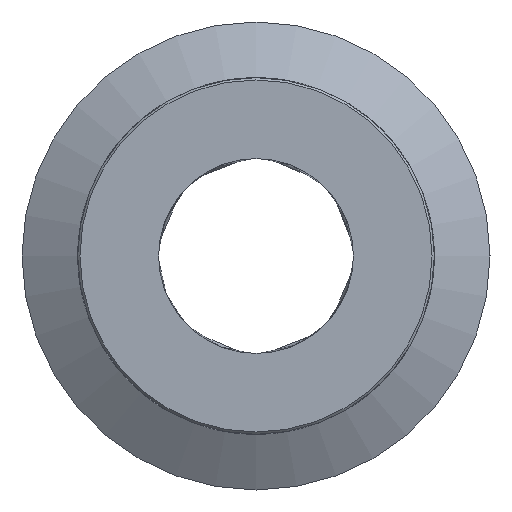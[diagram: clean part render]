
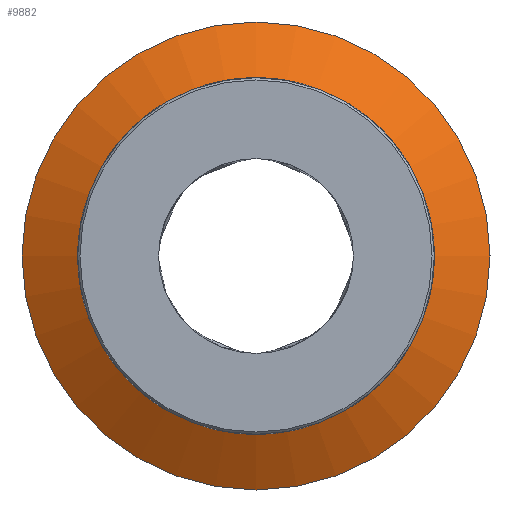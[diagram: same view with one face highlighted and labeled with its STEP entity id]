
A CAD part, left-side view. The second image highlights one B-rep face of the part: STEP entity #9882.
In plain terms, the highlighted conical face has half-angle 60 degrees and reference radius 11.748 mm.
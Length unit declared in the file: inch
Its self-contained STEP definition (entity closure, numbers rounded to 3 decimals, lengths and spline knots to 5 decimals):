
#8053=CARTESIAN_POINT('',(0.9,0.4,0.0));
#8054=VERTEX_POINT('',#8053);
#8055=CARTESIAN_POINT('',(0.9,0.0,0.0));
#8056=DIRECTION('',(1.0,0.0,0.0));
#8057=DIRECTION('',(0.0,1.0,0.0));
#8058=AXIS2_PLACEMENT_3D('',#8055,#8056,#8057);
#8059=CIRCLE('',#8058,0.4);
#8060=EDGE_CURVE('',#8054,#8054,#8059,.T.);
#9863=CARTESIAN_POINT('',(0.93608,0.0,0.0));
#9864=DIRECTION('',(1.0,0.0,0.0));
#9865=DIRECTION('',(0.0,1.0,0.0));
#9866=AXIS2_PLACEMENT_3D('',#9863,#9864,#9865);
#9867=CONICAL_SURFACE('',#9866,0.4625,60.);
#9868=CARTESIAN_POINT('',(0.97217,0.525,0.0));
#9869=VERTEX_POINT('',#9868);
#9870=CARTESIAN_POINT('',(0.97217,0.0,0.0));
#9871=DIRECTION('',(1.0,0.0,0.0));
#9872=DIRECTION('',(0.0,1.0,0.0));
#9873=AXIS2_PLACEMENT_3D('',#9870,#9871,#9872);
#9874=CIRCLE('',#9873,0.525);
#9875=EDGE_CURVE('',#9869,#9869,#9874,.T.);
#9876=ORIENTED_EDGE('',*,*,#9875,.F.);
#9877=EDGE_LOOP('',(#9876));
#9878=FACE_OUTER_BOUND('',#9877,.T.);
#9879=ORIENTED_EDGE('',*,*,#8060,.T.);
#9880=EDGE_LOOP('',(#9879));
#9881=FACE_BOUND('',#9880,.T.);
#9882=ADVANCED_FACE('',(#9878,#9881),#9867,.T.);
